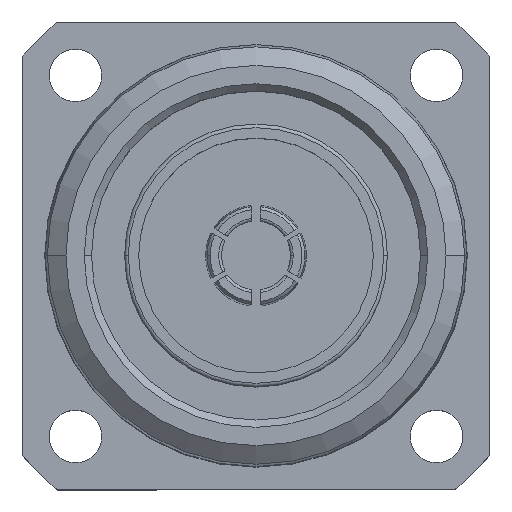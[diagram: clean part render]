
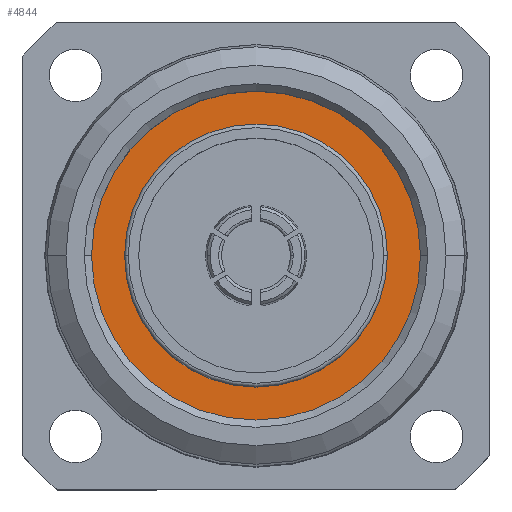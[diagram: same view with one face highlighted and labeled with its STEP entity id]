
A CAD part, top view. The second image highlights one B-rep face of the part: STEP entity #4844.
In plain terms, the highlighted planar face has unit normal (0, 0, 1).
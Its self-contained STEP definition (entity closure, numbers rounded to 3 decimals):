
#112 = AXIS2_PLACEMENT_3D ( 'NONE', #5053, #2348, #5497 ) ;
#309 = ORIENTED_EDGE ( 'NONE', *, *, #3300, .T. ) ;
#366 = CARTESIAN_POINT ( 'NONE',  ( -8.99, 0., -8.5 ) ) ;
#373 = DIRECTION ( 'NONE',  ( 1., 0., 0. ) ) ;
#448 = AXIS2_PLACEMENT_3D ( 'NONE', #717, #2888, #2955 ) ;
#457 = CARTESIAN_POINT ( 'NONE',  ( -11.25, 0., -8.5 ) ) ;
#717 = CARTESIAN_POINT ( 'NONE',  ( 0., 0., -8.5 ) ) ;
#993 = FACE_OUTER_BOUND ( 'NONE', #3750, .T. ) ;
#1014 = AXIS2_PLACEMENT_3D ( 'NONE', #5755, #3049, #373 ) ;
#1144 = VERTEX_POINT ( 'NONE', #457 ) ;
#1282 = DIRECTION ( 'NONE',  ( 0., 0., 1. ) ) ;
#1322 = EDGE_CURVE ( 'NONE', #1144, #2724, #5645, .T. ) ;
#1337 = ORIENTED_EDGE ( 'NONE', *, *, #1322, .T. ) ;
#1635 = CIRCLE ( 'NONE', #2322, 8.99 ) ;
#1645 = CARTESIAN_POINT ( 'NONE',  ( 11.25, 0., -8.5 ) ) ;
#1855 = CARTESIAN_POINT ( 'NONE',  ( 0., 0., -8.5 ) ) ;
#2284 = DIRECTION ( 'NONE',  ( 1., 0., 0. ) ) ;
#2322 = AXIS2_PLACEMENT_3D ( 'NONE', #1855, #4979, #2284 ) ;
#2348 = DIRECTION ( 'NONE',  ( 0., 0., 1. ) ) ;
#2391 = AXIS2_PLACEMENT_3D ( 'NONE', #3939, #1282, #4398 ) ;
#2564 = CIRCLE ( 'NONE', #2391, 11.25 ) ;
#2575 = CARTESIAN_POINT ( 'NONE',  ( 8.99, 0., -8.5 ) ) ;
#2724 = VERTEX_POINT ( 'NONE', #1645 ) ;
#2773 = VERTEX_POINT ( 'NONE', #2575 ) ;
#2888 = DIRECTION ( 'NONE',  ( 0., 0., 1. ) ) ;
#2955 = DIRECTION ( 'NONE',  ( 1., 0., 0. ) ) ;
#2964 = ORIENTED_EDGE ( 'NONE', *, *, #4105, .F. ) ;
#3049 = DIRECTION ( 'NONE',  ( 0., 0., 1. ) ) ;
#3300 = EDGE_CURVE ( 'NONE', #2724, #1144, #2564, .T. ) ;
#3397 = CIRCLE ( 'NONE', #112, 8.99 ) ;
#3485 = PLANE ( 'NONE',  #1014 ) ;
#3750 = EDGE_LOOP ( 'NONE', ( #309, #1337 ) ) ;
#3924 = VERTEX_POINT ( 'NONE', #366 ) ;
#3939 = CARTESIAN_POINT ( 'NONE',  ( 0., 0., -8.5 ) ) ;
#4105 = EDGE_CURVE ( 'NONE', #3924, #2773, #3397, .T. ) ;
#4318 = ORIENTED_EDGE ( 'NONE', *, *, #5433, .F. ) ;
#4398 = DIRECTION ( 'NONE',  ( 1., 0., 0. ) ) ;
#4731 = EDGE_LOOP ( 'NONE', ( #4318, #2964 ) ) ;
#4844 = ADVANCED_FACE ( 'NONE', ( #993, #5754 ), #3485, .T. ) ;
#4979 = DIRECTION ( 'NONE',  ( 0., 0., 1. ) ) ;
#5053 = CARTESIAN_POINT ( 'NONE',  ( 0., 0., -8.5 ) ) ;
#5433 = EDGE_CURVE ( 'NONE', #2773, #3924, #1635, .T. ) ;
#5497 = DIRECTION ( 'NONE',  ( 1., 0., 0. ) ) ;
#5645 = CIRCLE ( 'NONE', #448, 11.25 ) ;
#5754 = FACE_BOUND ( 'NONE', #4731, .T. ) ;
#5755 = CARTESIAN_POINT ( 'NONE',  ( 0., 11.25, -8.5 ) ) ;
